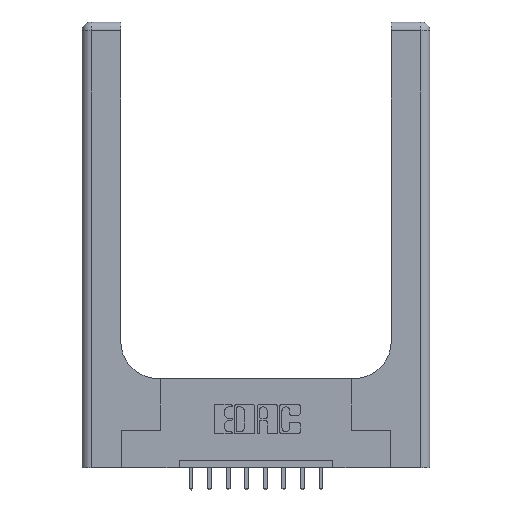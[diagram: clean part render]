
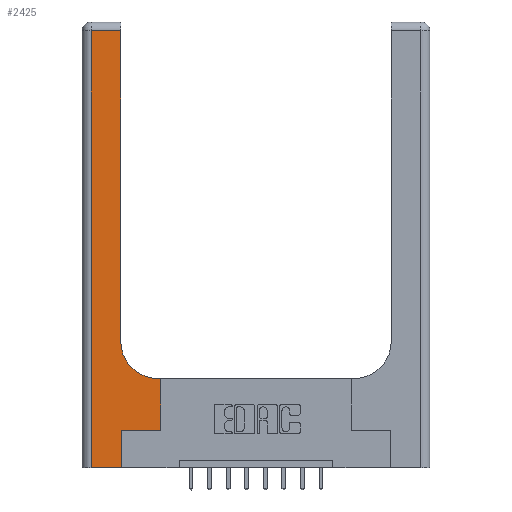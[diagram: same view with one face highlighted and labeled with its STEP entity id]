
A CAD part, top view. The second image highlights one B-rep face of the part: STEP entity #2425.
In plain terms, the highlighted planar face has unit normal (0, 0, 1).
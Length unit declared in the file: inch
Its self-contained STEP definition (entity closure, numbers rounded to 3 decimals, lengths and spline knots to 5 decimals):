
#376 = EDGE_CURVE ( 'NONE', #5277, #11072, #1796, .T. ) ;
#498 = CARTESIAN_POINT ( 'NONE',  ( 0., 3., 0.37 ) ) ;
#908 = VERTEX_POINT ( 'NONE', #12196 ) ;
#976 = DIRECTION ( 'NONE',  ( 0., -1., 0. ) ) ;
#1570 = VERTEX_POINT ( 'NONE', #8907 ) ;
#1690 = DIRECTION ( 'NONE',  ( 0., 1., 0. ) ) ;
#1714 = VECTOR ( 'NONE', #1690, 39.37008 ) ;
#1796 = CIRCLE ( 'NONE', #13578, 0.25 ) ;
#1907 = AXIS2_PLACEMENT_3D ( 'NONE', #498, #6038, #13929 ) ;
#2090 = ORIENTED_EDGE ( 'NONE', *, *, #5117, .T. ) ;
#2274 = LINE ( 'NONE', #7771, #7938 ) ;
#2333 = ORIENTED_EDGE ( 'NONE', *, *, #12533, .T. ) ;
#2425 = ADVANCED_FACE ( 'NONE', ( #8651 ), #3905, .F. ) ;
#2557 = LINE ( 'NONE', #12694, #14260 ) ;
#2865 = VERTEX_POINT ( 'NONE', #7884 ) ;
#3176 = ORIENTED_EDGE ( 'NONE', *, *, #13557, .T. ) ;
#3249 = EDGE_CURVE ( 'NONE', #11072, #3766, #5786, .T. ) ;
#3515 = DIRECTION ( 'NONE',  ( 0., 1., 0. ) ) ;
#3656 = VERTEX_POINT ( 'NONE', #7319 ) ;
#3766 = VERTEX_POINT ( 'NONE', #14268 ) ;
#3809 = CARTESIAN_POINT ( 'NONE',  ( 0.26, 0.85, 0.37 ) ) ;
#3905 = PLANE ( 'NONE',  #1907 ) ;
#4803 = CARTESIAN_POINT ( 'NONE',  ( 0.265, 0., 0.37 ) ) ;
#4807 = DIRECTION ( 'NONE',  ( -1., 0., 0. ) ) ;
#4895 = LINE ( 'NONE', #5844, #14692 ) ;
#5117 = EDGE_CURVE ( 'NONE', #2865, #8613, #4895, .T. ) ;
#5128 = CARTESIAN_POINT ( 'NONE',  ( 0.51, 0.6, 0.37 ) ) ;
#5277 = VERTEX_POINT ( 'NONE', #5128 ) ;
#5786 = LINE ( 'NONE', #9542, #1714 ) ;
#5844 = CARTESIAN_POINT ( 'NONE',  ( 0.265, 0.25, 0.37 ) ) ;
#5927 = ORIENTED_EDGE ( 'NONE', *, *, #11276, .T. ) ;
#6038 = DIRECTION ( 'NONE',  ( 0., 0., -1. ) ) ;
#6698 = DIRECTION ( 'NONE',  ( 1., 0., 0. ) ) ;
#6730 = ORIENTED_EDGE ( 'NONE', *, *, #12841, .T. ) ;
#7147 = LINE ( 'NONE', #11084, #7322 ) ;
#7198 = DIRECTION ( 'NONE',  ( 1., 0., 0. ) ) ;
#7319 = CARTESIAN_POINT ( 'NONE',  ( 0.06, 0., 0.37 ) ) ;
#7322 = VECTOR ( 'NONE', #13384, 39.37008 ) ;
#7485 = EDGE_CURVE ( 'NONE', #908, #3656, #2274, .T. ) ;
#7612 = ORIENTED_EDGE ( 'NONE', *, *, #10150, .T. ) ;
#7771 = CARTESIAN_POINT ( 'NONE',  ( 0.06, 3., 0.37 ) ) ;
#7884 = CARTESIAN_POINT ( 'NONE',  ( 0.265, 0.25, 0.37 ) ) ;
#7938 = VECTOR ( 'NONE', #976, 39.37008 ) ;
#7989 = DIRECTION ( 'NONE',  ( -1., 0., 0. ) ) ;
#8067 = EDGE_LOOP ( 'NONE', ( #13548, #7612, #9404, #5927, #6730, #2090, #2333, #3176, #13441 ) ) ;
#8613 = VERTEX_POINT ( 'NONE', #10267 ) ;
#8651 = FACE_OUTER_BOUND ( 'NONE', #8067, .T. ) ;
#8907 = CARTESIAN_POINT ( 'NONE',  ( 0.528, 0.6, 0.37 ) ) ;
#9404 = ORIENTED_EDGE ( 'NONE', *, *, #7485, .T. ) ;
#9542 = CARTESIAN_POINT ( 'NONE',  ( 0.26, 3., 0.37 ) ) ;
#9790 = CARTESIAN_POINT ( 'NONE',  ( 0., 0., 0.37 ) ) ;
#10088 = DIRECTION ( 'NONE',  ( 0., 0., -1. ) ) ;
#10150 = EDGE_CURVE ( 'NONE', #3766, #908, #13209, .T. ) ;
#10267 = CARTESIAN_POINT ( 'NONE',  ( 0.528, 0.25, 0.37 ) ) ;
#10511 = VERTEX_POINT ( 'NONE', #4803 ) ;
#11024 = VECTOR ( 'NONE', #7989, 39.37008 ) ;
#11072 = VERTEX_POINT ( 'NONE', #3809 ) ;
#11084 = CARTESIAN_POINT ( 'NONE',  ( 0.265, 0., 0.37 ) ) ;
#11276 = EDGE_CURVE ( 'NONE', #3656, #10511, #14068, .T. ) ;
#11402 = DIRECTION ( 'NONE',  ( 1., 0., 0. ) ) ;
#11616 = CARTESIAN_POINT ( 'NONE',  ( 0., 2.94, 0.37 ) ) ;
#11734 = VECTOR ( 'NONE', #7198, 39.37008 ) ;
#11939 = VECTOR ( 'NONE', #4807, 39.37008 ) ;
#12196 = CARTESIAN_POINT ( 'NONE',  ( 0.06, 2.94, 0.37 ) ) ;
#12533 = EDGE_CURVE ( 'NONE', #8613, #1570, #2557, .T. ) ;
#12552 = CARTESIAN_POINT ( 'NONE',  ( 0.26, 0.6, 0.37 ) ) ;
#12694 = CARTESIAN_POINT ( 'NONE',  ( 0.528, 0.25, 0.37 ) ) ;
#12841 = EDGE_CURVE ( 'NONE', #10511, #2865, #7147, .T. ) ;
#13209 = LINE ( 'NONE', #11616, #11939 ) ;
#13384 = DIRECTION ( 'NONE',  ( 0., 1., 0. ) ) ;
#13441 = ORIENTED_EDGE ( 'NONE', *, *, #376, .T. ) ;
#13497 = CARTESIAN_POINT ( 'NONE',  ( 0.51, 0.85, 0.37 ) ) ;
#13540 = LINE ( 'NONE', #12552, #11024 ) ;
#13548 = ORIENTED_EDGE ( 'NONE', *, *, #3249, .T. ) ;
#13557 = EDGE_CURVE ( 'NONE', #1570, #5277, #13540, .T. ) ;
#13578 = AXIS2_PLACEMENT_3D ( 'NONE', #13497, #10088, #6698 ) ;
#13929 = DIRECTION ( 'NONE',  ( -1., 0., 0. ) ) ;
#14068 = LINE ( 'NONE', #9790, #11734 ) ;
#14260 = VECTOR ( 'NONE', #3515, 39.37008 ) ;
#14268 = CARTESIAN_POINT ( 'NONE',  ( 0.26, 2.94, 0.37 ) ) ;
#14692 = VECTOR ( 'NONE', #11402, 39.37008 ) ;
